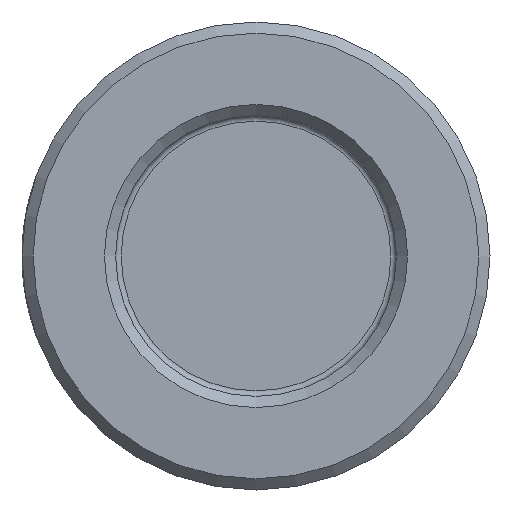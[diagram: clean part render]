
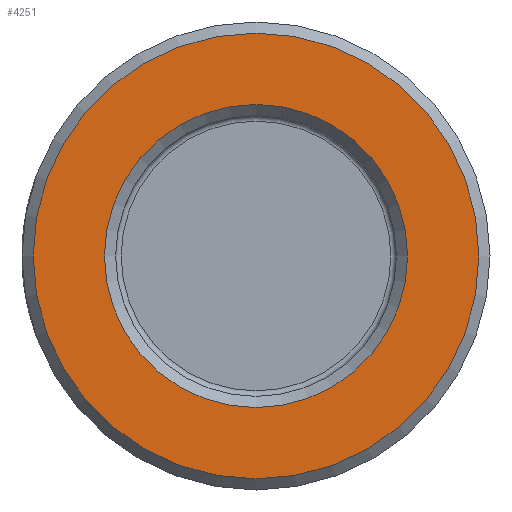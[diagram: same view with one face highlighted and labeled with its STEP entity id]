
A CAD part, left-side view. The second image highlights one B-rep face of the part: STEP entity #4251.
In plain terms, the highlighted planar face has unit normal (-1, 0, 0).
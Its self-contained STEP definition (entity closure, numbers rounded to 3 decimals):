
#2087 = CONICAL_SURFACE('',#2088,21.,0.785);
#2088 = AXIS2_PLACEMENT_3D('',#2089,#2090,#2091);
#2089 = CARTESIAN_POINT('',(-39.,0.,0.));
#2090 = DIRECTION('',(1.,0.,0.));
#2091 = DIRECTION('',(0.,1.,0.));
#3074 = VERTEX_POINT('',#3075);
#3075 = CARTESIAN_POINT('',(-40.,20.,0.));
#3096 = EDGE_CURVE('',#3074,#3074,#3097,.T.);
#3097 = SURFACE_CURVE('',#3098,(#3103,#3110),.PCURVE_S1.);
#3098 = CIRCLE('',#3099,20.);
#3099 = AXIS2_PLACEMENT_3D('',#3100,#3101,#3102);
#3100 = CARTESIAN_POINT('',(-40.,0.,0.));
#3101 = DIRECTION('',(1.,0.,0.));
#3102 = DIRECTION('',(0.,1.,0.));
#3103 = PCURVE('',#2087,#3104);
#3104 = DEFINITIONAL_REPRESENTATION('',(#3105),#3109);
#3105 = LINE('',#3106,#3107);
#3106 = CARTESIAN_POINT('',(0.,-1.));
#3107 = VECTOR('',#3108,1.);
#3108 = DIRECTION('',(1.,-0.));
#3109 = ( GEOMETRIC_REPRESENTATION_CONTEXT(2) 
PARAMETRIC_REPRESENTATION_CONTEXT() REPRESENTATION_CONTEXT('2D SPACE',''
  ) );
#3110 = PCURVE('',#3111,#3116);
#3111 = PLANE('',#3112);
#3112 = AXIS2_PLACEMENT_3D('',#3113,#3114,#3115);
#3113 = CARTESIAN_POINT('',(-40.,0.,0.));
#3114 = DIRECTION('',(1.,0.,0.));
#3115 = DIRECTION('',(0.,1.,0.));
#3116 = DEFINITIONAL_REPRESENTATION('',(#3117),#3121);
#3117 = CIRCLE('',#3118,20.);
#3118 = AXIS2_PLACEMENT_2D('',#3119,#3120);
#3119 = CARTESIAN_POINT('',(0.,0.));
#3120 = DIRECTION('',(1.,-0.));
#3121 = ( GEOMETRIC_REPRESENTATION_CONTEXT(2) 
PARAMETRIC_REPRESENTATION_CONTEXT() REPRESENTATION_CONTEXT('2D SPACE',''
  ) );
#4251 = ADVANCED_FACE('',(#4252,#4283),#3111,.F.);
#4252 = FACE_BOUND('',#4253,.T.);
#4253 = EDGE_LOOP('',(#4254));
#4254 = ORIENTED_EDGE('',*,*,#4255,.T.);
#4255 = EDGE_CURVE('',#4256,#4256,#4258,.T.);
#4256 = VERTEX_POINT('',#4257);
#4257 = CARTESIAN_POINT('',(-40.,13.6,0.));
#4258 = SURFACE_CURVE('',#4259,(#4264,#4271),.PCURVE_S1.);
#4259 = CIRCLE('',#4260,13.6);
#4260 = AXIS2_PLACEMENT_3D('',#4261,#4262,#4263);
#4261 = CARTESIAN_POINT('',(-40.,0.,0.));
#4262 = DIRECTION('',(1.,0.,0.));
#4263 = DIRECTION('',(0.,1.,0.));
#4264 = PCURVE('',#3111,#4265);
#4265 = DEFINITIONAL_REPRESENTATION('',(#4266),#4270);
#4266 = CIRCLE('',#4267,13.6);
#4267 = AXIS2_PLACEMENT_2D('',#4268,#4269);
#4268 = CARTESIAN_POINT('',(0.,0.));
#4269 = DIRECTION('',(1.,-0.));
#4270 = ( GEOMETRIC_REPRESENTATION_CONTEXT(2) 
PARAMETRIC_REPRESENTATION_CONTEXT() REPRESENTATION_CONTEXT('2D SPACE',''
  ) );
#4271 = PCURVE('',#4272,#4277);
#4272 = CONICAL_SURFACE('',#4273,12.6,0.785);
#4273 = AXIS2_PLACEMENT_3D('',#4274,#4275,#4276);
#4274 = CARTESIAN_POINT('',(-39.,0.,0.));
#4275 = DIRECTION('',(-1.,0.,0.));
#4276 = DIRECTION('',(0.,1.,0.));
#4277 = DEFINITIONAL_REPRESENTATION('',(#4278),#4282);
#4278 = LINE('',#4279,#4280);
#4279 = CARTESIAN_POINT('',(0.,1.));
#4280 = VECTOR('',#4281,1.);
#4281 = DIRECTION('',(-1.,-0.));
#4282 = ( GEOMETRIC_REPRESENTATION_CONTEXT(2) 
PARAMETRIC_REPRESENTATION_CONTEXT() REPRESENTATION_CONTEXT('2D SPACE',''
  ) );
#4283 = FACE_BOUND('',#4284,.T.);
#4284 = EDGE_LOOP('',(#4285));
#4285 = ORIENTED_EDGE('',*,*,#3096,.F.);
